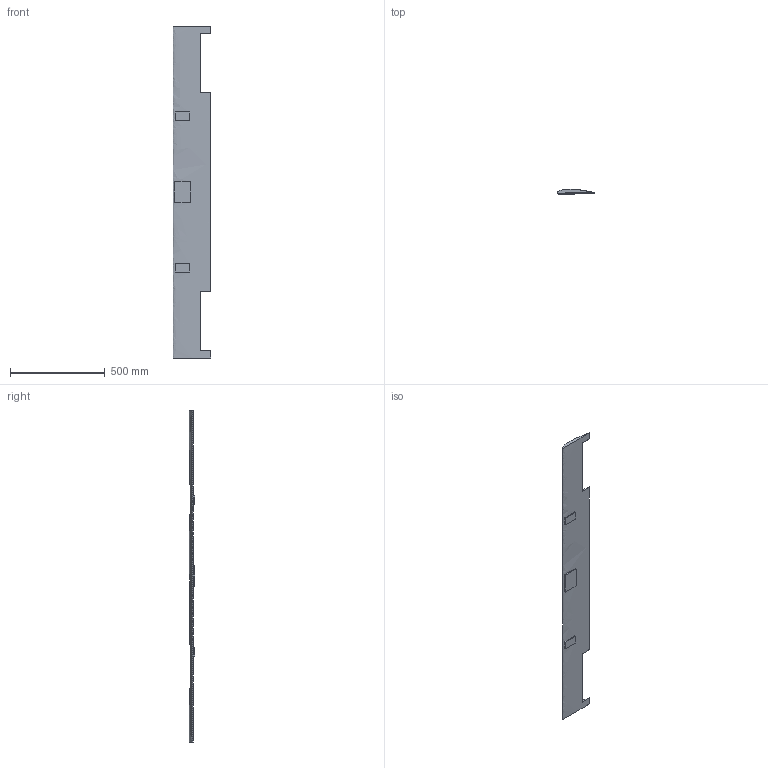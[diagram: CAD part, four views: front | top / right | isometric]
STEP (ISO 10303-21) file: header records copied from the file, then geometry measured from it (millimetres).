
FILE_DESCRIPTION (( 'STEP AP203' ), '1' );
FILE_NAME ('wing_Default_sldprt.STEP', '2021-10-19T22:42:02', ( '' ), ( '' ), 'SwSTEP 2.0', 'SolidWorks 2021', '' );
FILE_SCHEMA (( 'CONFIG_CONTROL_DESIGN' ));
Length unit declared in the file: centimetre
Products named in the file (1): wing_Default_sldprt
Bounding box: 199.99 x 27.5 x 1750 mm (x, y, z)
Volume: 4855567.3 mm3; surface area: 661839 mm2
Topology: 1 solids, 1 shells, 25 faces, 60 edges, 40 vertices
Faces by surface type: plane 21, bspline 2, cylinder 2
Entity records: 1311 total; most frequent: CARTESIAN_POINT 684, ORIENTED_EDGE 120, DIRECTION 94, EDGE_CURVE 60, VERTEX_POINT 40, VECTOR 38, LINE 38, AXIS2_PLACEMENT_3D 28
